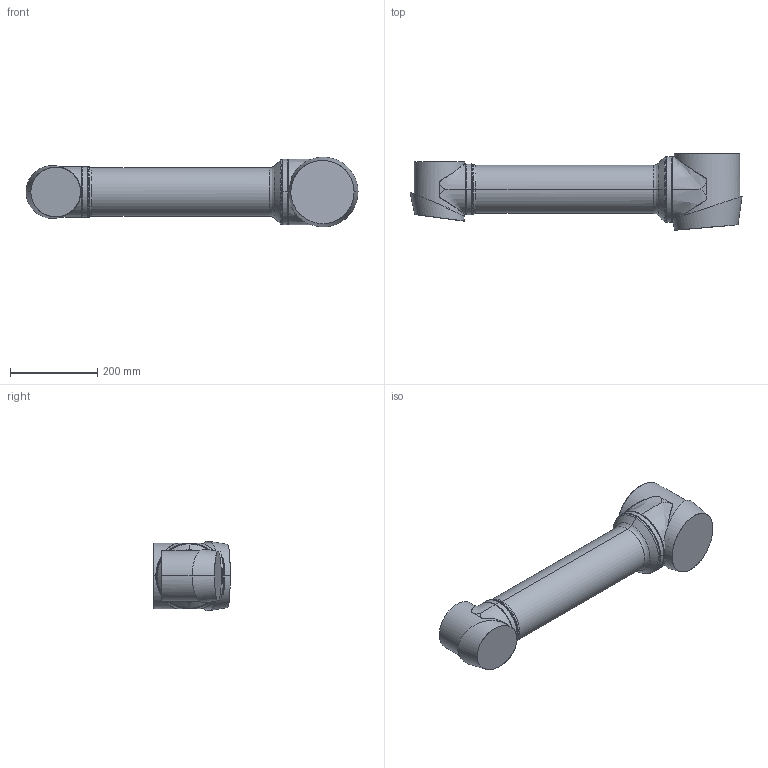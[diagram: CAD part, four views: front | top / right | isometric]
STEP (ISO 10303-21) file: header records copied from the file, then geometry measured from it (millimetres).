
FILE_DESCRIPTION(/* description */ (''),/* implementation_level */ '2;1');
FILE_NAME(/* name */ 'axe_2',/* time_stamp */ '2023-07-21T09:14:23+02:00',/* author */ (''),/* organization */ (''),/* preprocessor_version */ 'ST-DEVELOPER v16.5',/* originating_system */ 'Rhino 7.22',/* authorisation */ '');
FILE_SCHEMA (('CONFIG_CONTROL_DESIGN'));
Length unit declared in the file: millimetre
Products named in the file (1): axe_2
Bounding box: 759.61 x 175.1 x 159.38 mm (x, y, z)
Surface area: 349952.7 mm2 (no closed solid volume)
Topology: 0 solids, 47 shells, 108 faces, 366 edges, 302 vertices
Faces by surface type: bspline 71, cylinder 22, plane 15
Entity records: 17249 total; most frequent: CARTESIAN_POINT 15255, ORIENTED_EDGE 488, EDGE_CURVE 366, VERTEX_POINT 302, B_SPLINE_CURVE_WITH_KNOTS 197, EDGE_LOOP 114, ADVANCED_FACE 108, FACE_OUTER_BOUND 108
